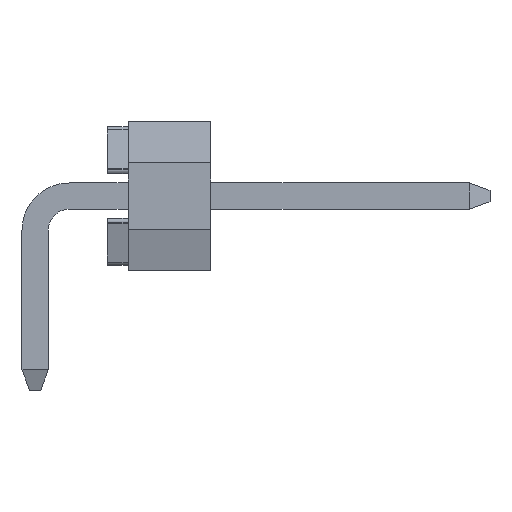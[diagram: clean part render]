
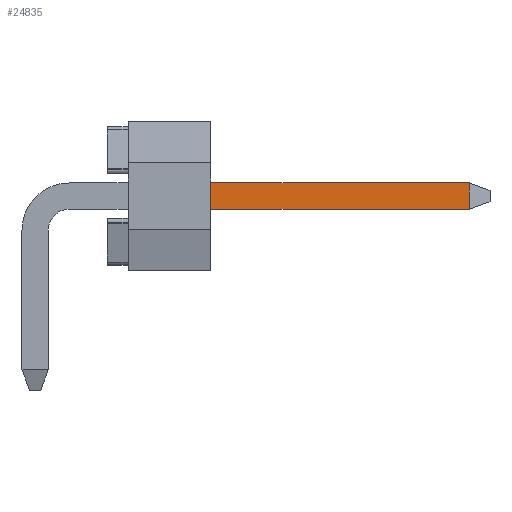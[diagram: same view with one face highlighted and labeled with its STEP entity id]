
A CAD part, left-side view. The second image highlights one B-rep face of the part: STEP entity #24835.
In plain terms, the highlighted planar face has unit normal (-1, 0, 0).
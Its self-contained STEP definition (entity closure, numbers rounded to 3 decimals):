
#261 = PLANE ( 'NONE',  #3075 ) ;
#1138 = DIRECTION ( 'NONE',  ( 0., 0., 1. ) ) ;
#1584 = EDGE_CURVE ( 'NONE', #3959, #11603, #16476, .T. ) ;
#2339 = EDGE_CURVE ( 'NONE', #24112, #19731, #20817, .T. ) ;
#3075 = AXIS2_PLACEMENT_3D ( 'NONE', #20360, #8340, #10398 ) ;
#3247 = LINE ( 'NONE', #7536, #25824 ) ;
#3959 = VERTEX_POINT ( 'NONE', #17713 ) ;
#4604 = FACE_OUTER_BOUND ( 'NONE', #18900, .T. ) ;
#5771 = ORIENTED_EDGE ( 'NONE', *, *, #6680, .F. ) ;
#6156 = ORIENTED_EDGE ( 'NONE', *, *, #1584, .T. ) ;
#6624 = ORIENTED_EDGE ( 'NONE', *, *, #7729, .F. ) ;
#6680 = EDGE_CURVE ( 'NONE', #19731, #11603, #17461, .T. ) ;
#7536 = CARTESIAN_POINT ( 'NONE',  ( -11.747, -7.25, -0.318 ) ) ;
#7729 = EDGE_CURVE ( 'NONE', #3959, #24112, #3247, .T. ) ;
#8218 = ORIENTED_EDGE ( 'NONE', *, *, #2339, .F. ) ;
#8240 = VECTOR ( 'NONE', #1138, 1000. ) ;
#8340 = DIRECTION ( 'NONE',  ( 1., 0., 0. ) ) ;
#9516 = DIRECTION ( 'NONE',  ( 0., 1., 0. ) ) ;
#10398 = DIRECTION ( 'NONE',  ( 0., 1., 0. ) ) ;
#11603 = VERTEX_POINT ( 'NONE', #18796 ) ;
#12055 = VECTOR ( 'NONE', #21840, 1000. ) ;
#12088 = VECTOR ( 'NONE', #22313, 1000. ) ;
#14671 = CARTESIAN_POINT ( 'NONE',  ( -11.747, -1., 0.318 ) ) ;
#16476 = LINE ( 'NONE', #26058, #12055 ) ;
#17461 = LINE ( 'NONE', #18565, #12088 ) ;
#17713 = CARTESIAN_POINT ( 'NONE',  ( -11.747, -7.25, -0.318 ) ) ;
#18565 = CARTESIAN_POINT ( 'NONE',  ( -11.747, -1., 0.318 ) ) ;
#18796 = CARTESIAN_POINT ( 'NONE',  ( -11.747, -7.25, 0.318 ) ) ;
#18900 = EDGE_LOOP ( 'NONE', ( #5771, #8218, #6624, #6156 ) ) ;
#19731 = VERTEX_POINT ( 'NONE', #14671 ) ;
#20360 = CARTESIAN_POINT ( 'NONE',  ( -11.747, 0., 0. ) ) ;
#20817 = LINE ( 'NONE', #25176, #8240 ) ;
#21840 = DIRECTION ( 'NONE',  ( 0., 0., 1. ) ) ;
#22313 = DIRECTION ( 'NONE',  ( 0., -1., 0. ) ) ;
#24094 = CARTESIAN_POINT ( 'NONE',  ( -11.747, -1., -0.318 ) ) ;
#24112 = VERTEX_POINT ( 'NONE', #24094 ) ;
#24835 = ADVANCED_FACE ( 'NONE', ( #4604 ), #261, .F. ) ;
#25176 = CARTESIAN_POINT ( 'NONE',  ( -11.747, -1., -0.318 ) ) ;
#25824 = VECTOR ( 'NONE', #9516, 1000. ) ;
#26058 = CARTESIAN_POINT ( 'NONE',  ( -11.747, -7.25, -0.318 ) ) ;
